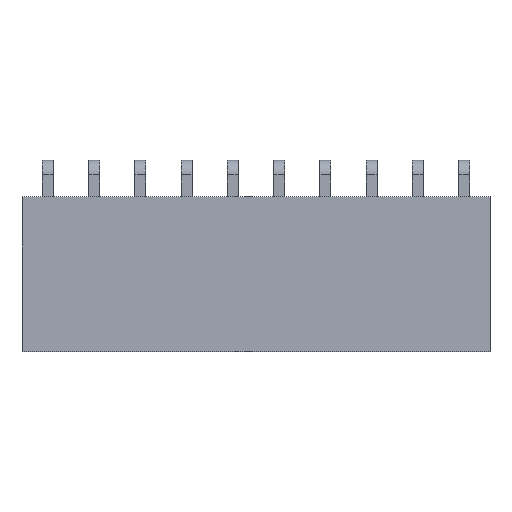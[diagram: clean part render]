
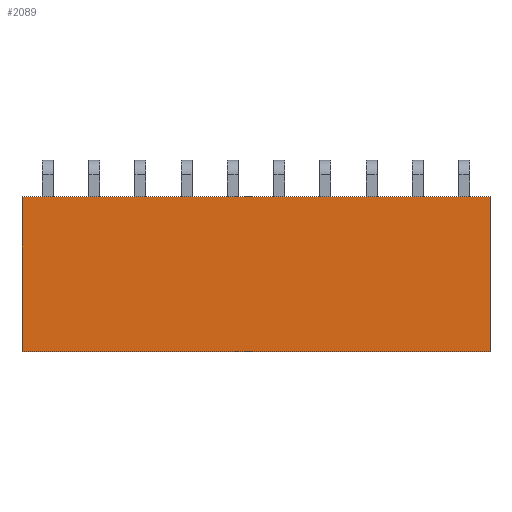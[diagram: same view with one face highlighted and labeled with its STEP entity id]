
A CAD part, top view. The second image highlights one B-rep face of the part: STEP entity #2089.
In plain terms, the highlighted planar face has unit normal (0, 0, 1).
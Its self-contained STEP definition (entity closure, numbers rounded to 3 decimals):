
#2089=ADVANCED_FACE('',(#3823),#3825,.T.);
#3823=FACE_BOUND('',#3824,.T.);
#3824=EDGE_LOOP('',(#5254,#5255,#5256,#5257));
#3825=PLANE('',#3826);
#3826=AXIS2_PLACEMENT_3D('',#3827,#3828,#3829);
#3827=CARTESIAN_POINT('',(24.28,-10.3,2.5));
#3828=DIRECTION('',(0.,-0.,1.));
#3829=DIRECTION('',(0.,1.,0.));
#5254=ORIENTED_EDGE('',*,*,#5995,.T.);
#5255=ORIENTED_EDGE('',*,*,#6027,.T.);
#5256=ORIENTED_EDGE('',*,*,#6025,.F.);
#5257=ORIENTED_EDGE('',*,*,#6053,.F.);
#5995=EDGE_CURVE('',#7014,#7012,#7015,.T.);
#6025=EDGE_CURVE('',#7064,#7066,#7067,.T.);
#6027=EDGE_CURVE('',#7012,#7066,#7069,.T.);
#6053=EDGE_CURVE('',#7014,#7064,#7097,.T.);
#7012=VERTEX_POINT('',#9138);
#7014=VERTEX_POINT('',#9142);
#7015=LINE('',#9143,#9144);
#7064=VERTEX_POINT('',#9250);
#7066=VERTEX_POINT('',#9254);
#7067=LINE('',#9255,#9256);
#7069=LINE('',#9261,#9262);
#7097=LINE('',#9341,#9342);
#9138=CARTESIAN_POINT('',(24.28,-1.8,2.5));
#9142=CARTESIAN_POINT('',(24.28,-10.3,2.5));
#9143=CARTESIAN_POINT('',(24.28,-10.3,2.5));
#9144=VECTOR('',#9145,1.);
#9145=DIRECTION('',(0.,1.,0.));
#9250=CARTESIAN_POINT('',(-1.42,-10.3,2.5));
#9254=CARTESIAN_POINT('',(-1.42,-1.8,2.5));
#9255=CARTESIAN_POINT('',(-1.42,-10.3,2.5));
#9256=VECTOR('',#9257,1.);
#9257=DIRECTION('',(0.,1.,0.));
#9261=CARTESIAN_POINT('',(24.28,-1.8,2.5));
#9262=VECTOR('',#9263,1.);
#9263=DIRECTION('',(-1.,0.,0.));
#9341=CARTESIAN_POINT('',(24.28,-10.3,2.5));
#9342=VECTOR('',#9343,1.);
#9343=DIRECTION('',(-1.,0.,0.));
